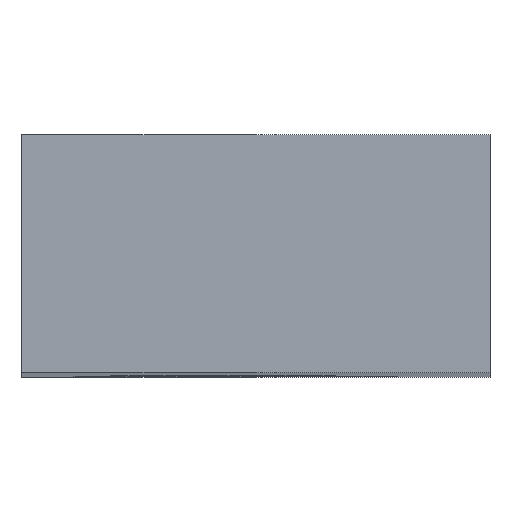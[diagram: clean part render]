
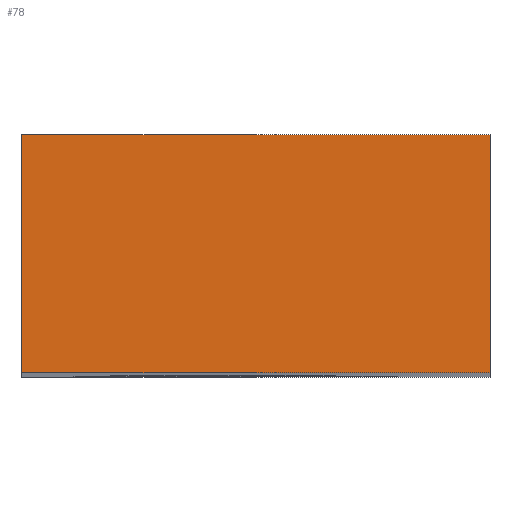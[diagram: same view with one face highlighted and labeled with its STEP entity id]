
A CAD part, top view. The second image highlights one B-rep face of the part: STEP entity #78.
In plain terms, the highlighted planar face has unit normal (0, 0, 1).
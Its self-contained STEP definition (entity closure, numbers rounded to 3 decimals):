
#22 = VECTOR ( 'NONE', #302, 1000. ) ;
#31 = VECTOR ( 'NONE', #160, 1000. ) ;
#35 = VECTOR ( 'NONE', #166, 1000. ) ;
#56 = FACE_OUTER_BOUND ( 'NONE', #279, .T. ) ;
#58 = AXIS2_PLACEMENT_3D ( 'NONE', #210, #209, #208 ) ;
#66 = VECTOR ( 'NONE', #321, 1000. ) ;
#78 = ADVANCED_FACE ( 'NONE', ( #56 ), #211, .F. ) ;
#91 = EDGE_CURVE ( 'NONE', #229, #219, #168, .T. ) ;
#93 = EDGE_CURVE ( 'NONE', #230, #226, #162, .T. ) ;
#105 = EDGE_CURVE ( 'NONE', #226, #219, #300, .T. ) ;
#111 = EDGE_CURVE ( 'NONE', #230, #229, #319, .T. ) ;
#160 = DIRECTION ( 'NONE',  ( 0., -1., 0. ) ) ;
#161 = CARTESIAN_POINT ( 'NONE',  ( -18.825, 10., 51.698 ) ) ;
#162 = LINE ( 'NONE', #161, #31 ) ;
#166 = DIRECTION ( 'NONE',  ( 0., -1., 0. ) ) ;
#167 = CARTESIAN_POINT ( 'NONE',  ( 0.843, 10., 51.698 ) ) ;
#168 = LINE ( 'NONE', #167, #35 ) ;
#208 = DIRECTION ( 'NONE',  ( -1., 0., 0. ) ) ;
#209 = DIRECTION ( 'NONE',  ( 0., 0., -1. ) ) ;
#210 = CARTESIAN_POINT ( 'NONE',  ( -18.825, 10., 51.698 ) ) ;
#211 = PLANE ( 'NONE',  #58 ) ;
#219 = VERTEX_POINT ( 'NONE', #327 ) ;
#226 = VERTEX_POINT ( 'NONE', #334 ) ;
#229 = VERTEX_POINT ( 'NONE', #337 ) ;
#230 = VERTEX_POINT ( 'NONE', #338 ) ;
#247 = ORIENTED_EDGE ( 'NONE', *, *, #93, .T. ) ;
#249 = ORIENTED_EDGE ( 'NONE', *, *, #91, .F. ) ;
#250 = ORIENTED_EDGE ( 'NONE', *, *, #105, .T. ) ;
#251 = ORIENTED_EDGE ( 'NONE', *, *, #111, .F. ) ;
#279 = EDGE_LOOP ( 'NONE', ( #250, #249, #251, #247 ) ) ;
#300 = LINE ( 'NONE', #301, #22 ) ;
#301 = CARTESIAN_POINT ( 'NONE',  ( -18.825, 0., 51.698 ) ) ;
#302 = DIRECTION ( 'NONE',  ( 1., 0., 0. ) ) ;
#319 = LINE ( 'NONE', #320, #66 ) ;
#320 = CARTESIAN_POINT ( 'NONE',  ( -18.825, 10., 51.698 ) ) ;
#321 = DIRECTION ( 'NONE',  ( 1., 0., 0. ) ) ;
#327 = CARTESIAN_POINT ( 'NONE',  ( 0.843, 0., 51.698 ) ) ;
#334 = CARTESIAN_POINT ( 'NONE',  ( -18.825, 0., 51.698 ) ) ;
#337 = CARTESIAN_POINT ( 'NONE',  ( 0.843, 10., 51.698 ) ) ;
#338 = CARTESIAN_POINT ( 'NONE',  ( -18.825, 10., 51.698 ) ) ;
